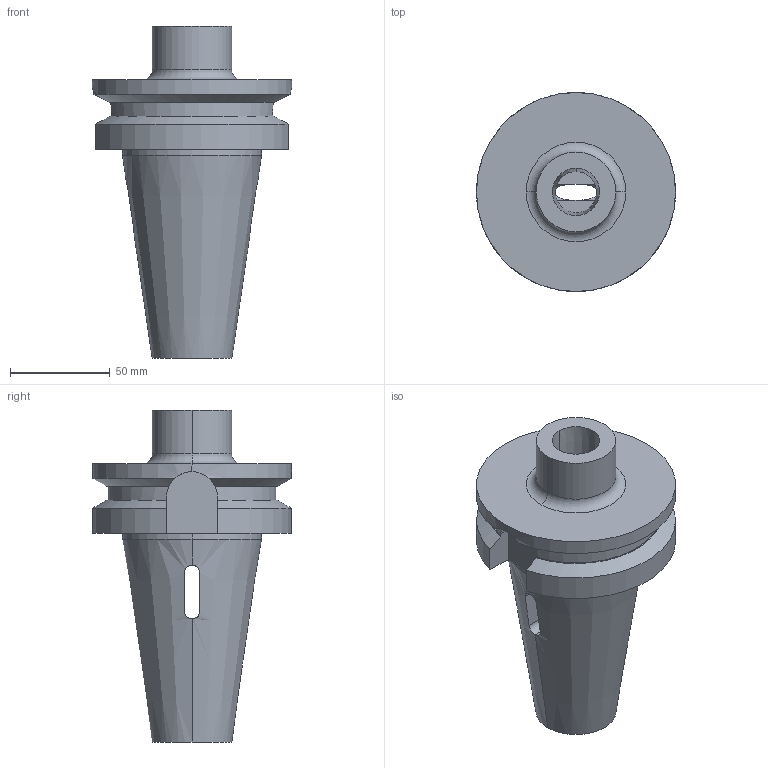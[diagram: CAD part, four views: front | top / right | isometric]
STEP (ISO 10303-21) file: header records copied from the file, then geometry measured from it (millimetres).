
FILE_DESCRIPTION (( 'STEP AP203' ), '1' );
FILE_NAME ('STP-17042.STEP', '2020-10-21T08:59:47', ( '' ), ( '' ), 'SwSTEP 2.0', 'SolidWorks 2017', '' );
FILE_SCHEMA (( 'CONFIG_CONTROL_DESIGN' ));
Length unit declared in the file: millimetre
Products named in the file (1): STP-17042
Bounding box: 100 x 100 x 166.8 mm (x, y, z)
Volume: 457504.4 mm3; surface area: 61306.9 mm2
Topology: 1 solids, 1 shells, 63 faces, 168 edges, 107 vertices
Faces by surface type: cylinder 27, plane 20, cone 14, torus 2
Entity records: 2384 total; most frequent: CARTESIAN_POINT 755, ORIENTED_EDGE 336, DIRECTION 313, EDGE_CURVE 168, AXIS2_PLACEMENT_3D 121, VERTEX_POINT 107, VECTOR 71, LINE 71
